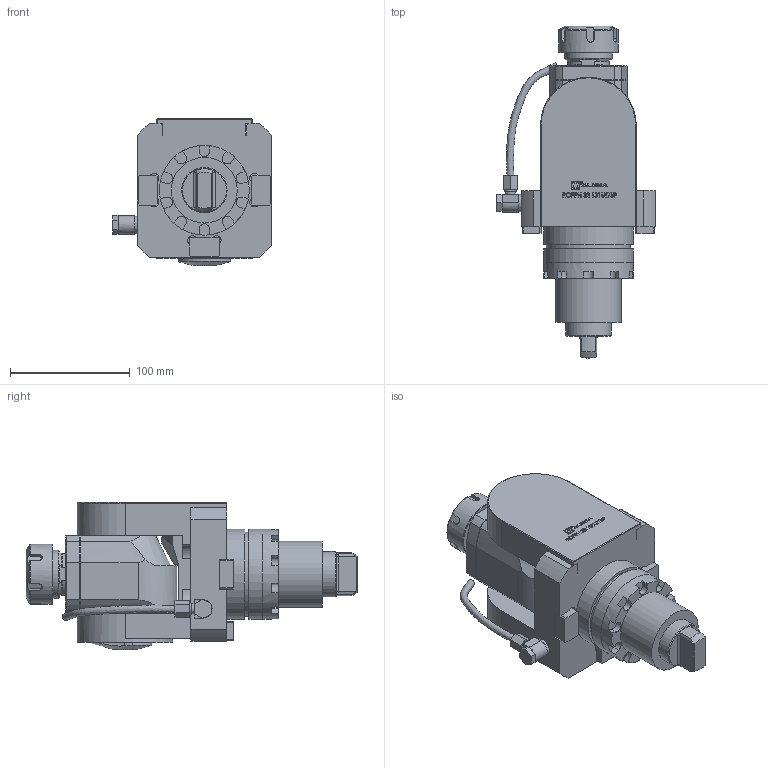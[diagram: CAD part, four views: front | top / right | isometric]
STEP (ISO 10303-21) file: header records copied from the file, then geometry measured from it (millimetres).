
FILE_DESCRIPTION (( 'STEP AP214' ), '1' );
FILE_NAME ('ROPPH32131UT75P.STEP', '2025-08-05T11:53:25', ( '' ), ( '' ), 'SwSTEP 2.0', 'SolidWorks 2023', '' );
FILE_SCHEMA (( 'AUTOMOTIVE_DESIGN' ));
Length unit declared in the file: millimetre
Products named in the file (1): ROPPH32131UT75P
Bounding box: 132.7 x 277.61 x 123 mm (x, y, z)
Volume: 1476264.1 mm3; surface area: 125233.4 mm2
Topology: 1 solids, 2 shells, 656 faces, 1765 edges, 1156 vertices
Faces by surface type: plane 433, cylinder 105, bspline 86, cone 21, torus 11
Full cylindrical faces by diameter (mm): 1.7 x1, 2.1 x1, 5 x1, 6.366 x1, 8.2 x1, 9.8 x1, 14.5 x1, 38 x1, 40 x1, 50 x1, 55 x1, 70.2 x1, 75 x3, 80 x1
Entity records: 32936 total; most frequent: CARTESIAN_POINT 10009, ORIENTED_EDGE 3460, DIRECTION 2841, EDGE_CURVE 1730, VECTOR 1183, LINE 1183, VERTEX_POINT 1144, AXIS2_PLACEMENT_3D 829
